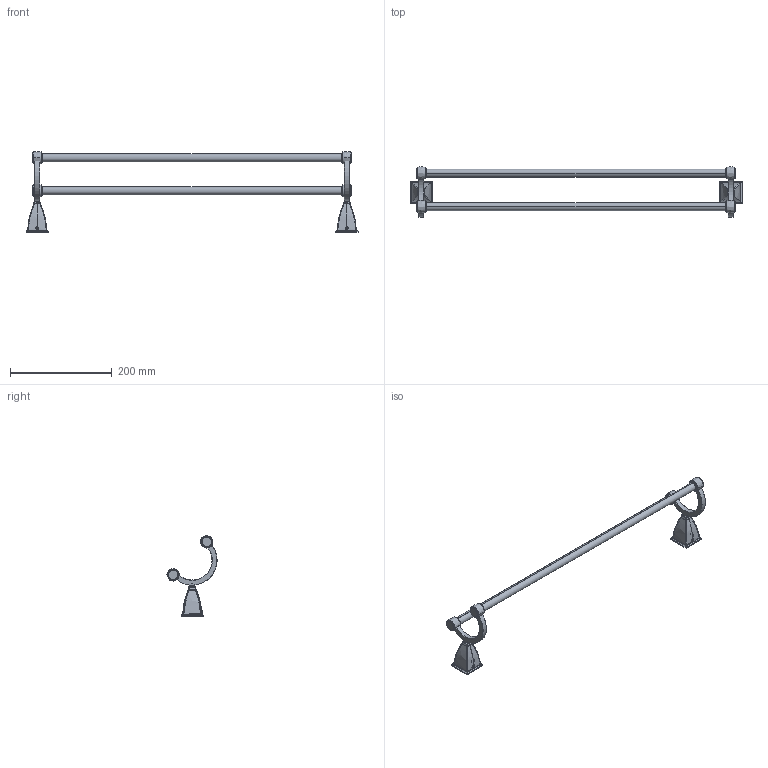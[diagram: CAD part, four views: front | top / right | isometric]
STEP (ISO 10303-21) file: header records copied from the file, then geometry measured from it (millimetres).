
FILE_DESCRIPTION((''),'2;1');
FILE_NAME('1822-24_ASM','2010-10-04T',('ramkumar'),(''),'PRO/ENGINEER BY PARAMETRIC TECHNOLOGY CORPORATION, 2009300','PRO/ENGINEER BY PARAMETRIC TECHNOLOGY CORPORATION, 2009300','');
FILE_SCHEMA(('CONFIG_CONTROL_DESIGN'));
Length unit declared in the file: inch
Products named in the file (8): 80424; 80408; 92303; 80420; 80421; 92302; 10124; 1822-24_ASM
Assembly tree (12 placements, depth 2):
  1822-24_ASM
    80424  x2
    80408  x2
    92303  x2
    80420
    80421
    92302  x2
    10124  x2
Bounding box: 653.59 x 98.88 x 159.01 mm (x, y, z)
Volume: 125647.2 mm3; surface area: 264651.3 mm2
Topology: 12 solids, 22 shells, 1020 faces, 2426 edges, 1494 vertices
Faces by surface type: plane 428, cylinder 264, torus 116, bspline 92, cone 88, sphere 32
Entity records: 25983 total; most frequent: CARTESIAN_POINT 10203, DIRECTION 3298, ORIENTED_EDGE 3157, EDGE_CURVE 1603, AXIS2_PLACEMENT_3D 1282, VERTEX_POINT 978, EDGE_LOOP 767, VECTOR 734
